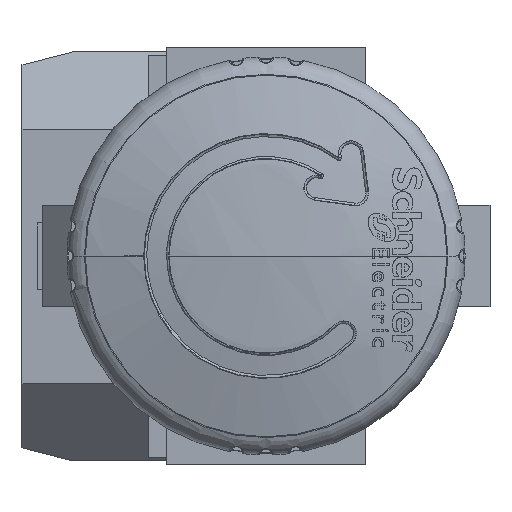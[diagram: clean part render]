
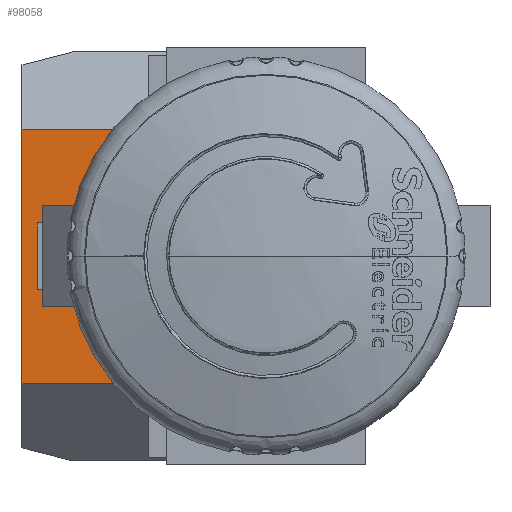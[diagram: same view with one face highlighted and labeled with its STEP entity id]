
A CAD part, front view. The second image highlights one B-rep face of the part: STEP entity #98058.
In plain terms, the highlighted face is planar.
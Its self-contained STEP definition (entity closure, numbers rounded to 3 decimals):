
#91054=DIRECTION('',(0.,0.,-1.));
#91055=VECTOR('',#91054,25.54);
#91056=CARTESIAN_POINT('',(0.126,-25.197,12.77));
#91057=LINE('',#91056,#91055);
#91403=CARTESIAN_POINT('',(0.126,-15.494,0.));
#91404=DIRECTION('',(1.,0.,0.));
#91405=DIRECTION('',(0.,0.,-1.));
#91406=AXIS2_PLACEMENT_3D('',#91403,#91404,#91405);
#91411=CARTESIAN_POINT('',(0.126,-15.494,0.));
#91412=DIRECTION('',(1.,0.,0.));
#91413=DIRECTION('',(0.,0.,1.));
#91414=AXIS2_PLACEMENT_3D('',#91411,#91412,#91413);
#91419=DIRECTION('',(0.,0.,-1.));
#91420=VECTOR('',#91419,25.54);
#91421=CARTESIAN_POINT('',(0.126,-12.497,12.77));
#91422=LINE('',#91421,#91420);
#91426=DIRECTION('',(0.,1.,0.));
#91427=VECTOR('',#91426,12.7);
#91428=CARTESIAN_POINT('',(0.126,-25.197,12.77));
#91429=LINE('',#91428,#91427);
#91433=DIRECTION('',(0.,0.,-1.));
#91434=VECTOR('',#91433,6.731);
#91435=CARTESIAN_POINT('',(0.126,-19.837,3.366));
#91436=LINE('',#91435,#91434);
#91461=DIRECTION('',(0.,1.,0.));
#91462=VECTOR('',#91461,3.81);
#91463=CARTESIAN_POINT('',(0.126,-23.647,3.366));
#91464=LINE('',#91463,#91462);
#91475=DIRECTION('',(0.,0.,1.));
#91476=VECTOR('',#91475,6.731);
#91477=CARTESIAN_POINT('',(0.126,-23.647,-3.366));
#91478=LINE('',#91477,#91476);
#91503=DIRECTION('',(0.,-1.,0.));
#91504=VECTOR('',#91503,3.81);
#91505=CARTESIAN_POINT('',(0.126,-19.837,-3.366));
#91506=LINE('',#91505,#91504);
#91538=DIRECTION('',(0.,1.,0.));
#91539=VECTOR('',#91538,12.7);
#91540=CARTESIAN_POINT('',(0.126,-25.197,-12.77));
#91541=LINE('',#91540,#91539);
#96707=CARTESIAN_POINT('',(0.126,-19.837,-3.366));
#96708=CARTESIAN_POINT('',(0.126,-23.647,-3.366));
#96709=VERTEX_POINT('',#96707);
#96710=VERTEX_POINT('',#96708);
#96711=CARTESIAN_POINT('',(0.126,-23.647,3.366));
#96712=VERTEX_POINT('',#96711);
#96713=CARTESIAN_POINT('',(0.126,-19.837,3.366));
#96714=VERTEX_POINT('',#96713);
#96781=CARTESIAN_POINT('',(0.126,-15.494,1.816));
#96783=VERTEX_POINT('',#96781);
#96787=CARTESIAN_POINT('',(0.126,-15.494,-1.816));
#96788=VERTEX_POINT('',#96787);
#96804=CARTESIAN_POINT('',(0.126,-25.197,12.77));
#96805=VERTEX_POINT('',#96804);
#96806=CARTESIAN_POINT('',(0.126,-25.197,-12.77));
#96807=VERTEX_POINT('',#96806);
#96808=CARTESIAN_POINT('',(0.126,-12.497,12.77));
#96809=CARTESIAN_POINT('',(0.126,-12.497,-12.77));
#96810=VERTEX_POINT('',#96808);
#96811=VERTEX_POINT('',#96809);
#98030=CARTESIAN_POINT('',(0.126,-9.957,-12.77));
#98031=DIRECTION('',(-1.,0.,0.));
#98032=DIRECTION('',(0.,1.,0.));
#98033=AXIS2_PLACEMENT_3D('',#98030,#98031,#98032);
#98034=PLANE('',#98033);
#98036=ORIENTED_EDGE('',*,*,#98035,.F.);
#98038=ORIENTED_EDGE('',*,*,#98037,.F.);
#98039=ORIENTED_EDGE('',*,*,#97805,.T.);
#98041=ORIENTED_EDGE('',*,*,#98040,.T.);
#98042=EDGE_LOOP('',(#98036,#98038,#98039,#98041));
#98043=FACE_OUTER_BOUND('',#98042,.F.);
#98045=ORIENTED_EDGE('',*,*,#98044,.T.);
#98047=ORIENTED_EDGE('',*,*,#98046,.T.);
#98049=ORIENTED_EDGE('',*,*,#98048,.T.);
#98051=ORIENTED_EDGE('',*,*,#98050,.T.);
#98052=EDGE_LOOP('',(#98045,#98047,#98049,#98051));
#98053=FACE_BOUND('',#98052,.F.);
#98054=ORIENTED_EDGE('',*,*,#98012,.F.);
#98055=ORIENTED_EDGE('',*,*,#98023,.F.);
#98056=EDGE_LOOP('',(#98054,#98055));
#98057=FACE_BOUND('',#98056,.F.);
#91407=CIRCLE('',#91406,1.816);
#91415=CIRCLE('',#91414,1.816);
#97805=EDGE_CURVE('',#96805,#96807,#91057,.T.);
#98012=EDGE_CURVE('',#96788,#96783,#91407,.T.);
#98023=EDGE_CURVE('',#96783,#96788,#91415,.T.);
#98035=EDGE_CURVE('',#96810,#96811,#91422,.T.);
#98037=EDGE_CURVE('',#96805,#96810,#91429,.T.);
#98040=EDGE_CURVE('',#96807,#96811,#91541,.T.);
#98044=EDGE_CURVE('',#96714,#96709,#91436,.T.);
#98046=EDGE_CURVE('',#96709,#96710,#91506,.T.);
#98048=EDGE_CURVE('',#96710,#96712,#91478,.T.);
#98050=EDGE_CURVE('',#96712,#96714,#91464,.T.);
#98058=ADVANCED_FACE('',(#98043,#98053,#98057),#98034,.T.);
